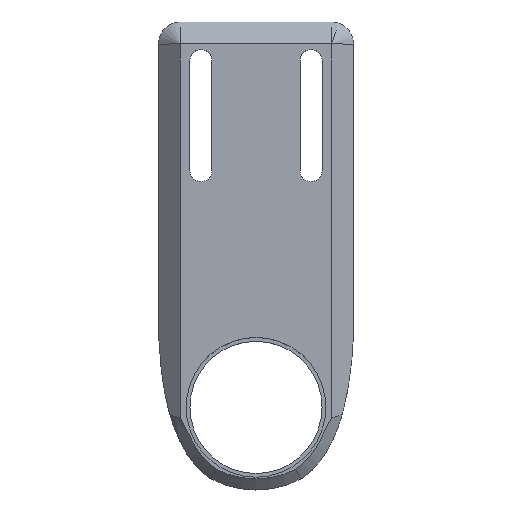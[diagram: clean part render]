
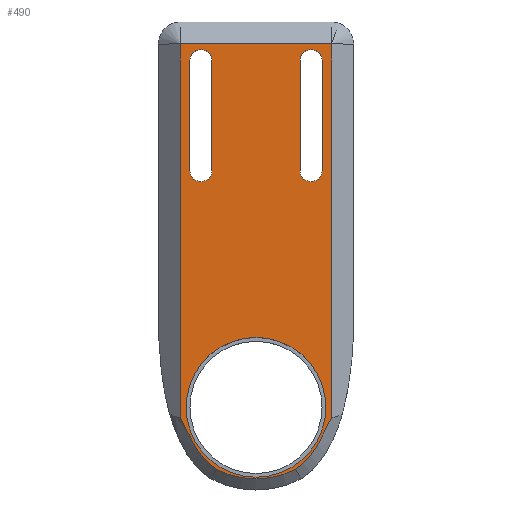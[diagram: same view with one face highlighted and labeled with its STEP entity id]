
A CAD part, top view. The second image highlights one B-rep face of the part: STEP entity #490.
In plain terms, the highlighted planar face has unit normal (0, 0, 1).
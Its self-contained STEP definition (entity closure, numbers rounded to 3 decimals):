
#15=FACE_BOUND('',#189,.T.);
#16=FACE_BOUND('',#190,.T.);
#17=FACE_BOUND('',#191,.T.);
#25=PLANE('',#534);
#50=LINE('',#947,#89);
#55=LINE('',#956,#94);
#57=LINE('',#960,#96);
#60=LINE('',#971,#99);
#61=LINE('',#975,#100);
#62=LINE('',#979,#101);
#63=LINE('',#983,#102);
#89=VECTOR('',#584,10.);
#94=VECTOR('',#591,10.);
#96=VECTOR('',#595,10.);
#99=VECTOR('',#608,10.);
#100=VECTOR('',#611,10.);
#101=VECTOR('',#614,10.);
#102=VECTOR('',#617,10.);
#126=CIRCLE('',#523,7.868);
#131=CIRCLE('',#535,1.);
#132=CIRCLE('',#536,1.);
#133=CIRCLE('',#537,1.);
#134=CIRCLE('',#538,1.);
#135=CIRCLE('',#539,6.35);
#159=FACE_OUTER_BOUND('',#188,.T.);
#188=EDGE_LOOP('',(#383,#384,#385,#386,#387,#388));
#189=EDGE_LOOP('',(#389,#390,#391,#392));
#190=EDGE_LOOP('',(#393,#394,#395,#396));
#191=EDGE_LOOP('',(#397));
#215=B_SPLINE_CURVE_WITH_KNOTS('',3,(#754,#755,#756,#757,#758,#759,#760),
 .UNSPECIFIED.,.F.,.F.,(4,3,4),(0.621,0.691,0.848),
 .UNSPECIFIED.);
#218=B_SPLINE_CURVE_WITH_KNOTS('',3,(#821,#822,#823,#824,#825,#826,#827),
 .UNSPECIFIED.,.F.,.F.,(4,3,4),(-0.848,-0.691,-0.621),
 .UNSPECIFIED.);
#225=VERTEX_POINT('',#733);
#226=VERTEX_POINT('',#753);
#227=VERTEX_POINT('',#775);
#229=VERTEX_POINT('',#820);
#237=VERTEX_POINT('',#946);
#240=VERTEX_POINT('',#954);
#243=VERTEX_POINT('',#969);
#244=VERTEX_POINT('',#970);
#245=VERTEX_POINT('',#972);
#246=VERTEX_POINT('',#974);
#247=VERTEX_POINT('',#977);
#248=VERTEX_POINT('',#978);
#249=VERTEX_POINT('',#980);
#250=VERTEX_POINT('',#982);
#251=VERTEX_POINT('',#985);
#269=EDGE_CURVE('',#225,#226,#215,.T.);
#271=EDGE_CURVE('',#226,#227,#126,.T.);
#274=EDGE_CURVE('',#227,#229,#218,.T.);
#286=EDGE_CURVE('',#229,#237,#50,.T.);
#291=EDGE_CURVE('',#240,#225,#55,.T.);
#293=EDGE_CURVE('',#237,#240,#57,.T.);
#298=EDGE_CURVE('',#243,#244,#60,.T.);
#299=EDGE_CURVE('',#244,#245,#131,.T.);
#300=EDGE_CURVE('',#245,#246,#61,.T.);
#301=EDGE_CURVE('',#246,#243,#132,.T.);
#302=EDGE_CURVE('',#247,#248,#62,.T.);
#303=EDGE_CURVE('',#248,#249,#133,.T.);
#304=EDGE_CURVE('',#249,#250,#63,.T.);
#305=EDGE_CURVE('',#250,#247,#134,.T.);
#306=EDGE_CURVE('',#251,#251,#135,.T.);
#383=ORIENTED_EDGE('',*,*,#269,.F.);
#384=ORIENTED_EDGE('',*,*,#291,.F.);
#385=ORIENTED_EDGE('',*,*,#293,.F.);
#386=ORIENTED_EDGE('',*,*,#286,.F.);
#387=ORIENTED_EDGE('',*,*,#274,.F.);
#388=ORIENTED_EDGE('',*,*,#271,.F.);
#389=ORIENTED_EDGE('',*,*,#298,.T.);
#390=ORIENTED_EDGE('',*,*,#299,.T.);
#391=ORIENTED_EDGE('',*,*,#300,.T.);
#392=ORIENTED_EDGE('',*,*,#301,.T.);
#393=ORIENTED_EDGE('',*,*,#302,.T.);
#394=ORIENTED_EDGE('',*,*,#303,.T.);
#395=ORIENTED_EDGE('',*,*,#304,.T.);
#396=ORIENTED_EDGE('',*,*,#305,.T.);
#397=ORIENTED_EDGE('',*,*,#306,.T.);
#490=ADVANCED_FACE('',(#159,#15,#16,#17),#25,.T.);
#523=AXIS2_PLACEMENT_3D('',#776,#570,#571);
#534=AXIS2_PLACEMENT_3D('',#968,#606,#607);
#535=AXIS2_PLACEMENT_3D('',#973,#609,#610);
#536=AXIS2_PLACEMENT_3D('',#976,#612,#613);
#537=AXIS2_PLACEMENT_3D('',#981,#615,#616);
#538=AXIS2_PLACEMENT_3D('',#984,#618,#619);
#539=AXIS2_PLACEMENT_3D('',#986,#620,#621);
#570=DIRECTION('center_axis',(0.,0.,-1.));
#571=DIRECTION('ref_axis',(-1.,0.,0.));
#584=DIRECTION('',(0.,1.,0.));
#591=DIRECTION('',(0.,-1.,0.));
#595=DIRECTION('',(1.,0.,0.));
#606=DIRECTION('center_axis',(0.,0.,1.));
#607=DIRECTION('ref_axis',(1.,0.,0.));
#608=DIRECTION('',(0.,1.,0.));
#609=DIRECTION('center_axis',(0.,0.,-1.));
#610=DIRECTION('ref_axis',(1.,0.,0.));
#611=DIRECTION('',(0.,-1.,0.));
#612=DIRECTION('center_axis',(0.,0.,-1.));
#613=DIRECTION('ref_axis',(-1.,0.,0.));
#614=DIRECTION('',(0.,1.,0.));
#615=DIRECTION('center_axis',(0.,0.,-1.));
#616=DIRECTION('ref_axis',(1.,0.,0.));
#617=DIRECTION('',(0.,-1.,0.));
#618=DIRECTION('center_axis',(0.,0.,-1.));
#619=DIRECTION('ref_axis',(-1.,0.,0.));
#620=DIRECTION('center_axis',(0.,0.,-1.));
#621=DIRECTION('ref_axis',(1.,0.,0.));
#733=CARTESIAN_POINT('',(6.868,-0.922,7.));
#753=CARTESIAN_POINT('',(3.592,-5.632,7.));
#754=CARTESIAN_POINT('Ctrl Pts',(6.868,-0.922,7.));
#755=CARTESIAN_POINT('Ctrl Pts',(6.569,-1.528,7.));
#756=CARTESIAN_POINT('Ctrl Pts',(6.27,-2.135,7.));
#757=CARTESIAN_POINT('Ctrl Pts',(5.971,-2.741,7.));
#758=CARTESIAN_POINT('Ctrl Pts',(5.351,-4.,7.));
#759=CARTESIAN_POINT('Ctrl Pts',(4.563,-4.992,7.));
#760=CARTESIAN_POINT('Ctrl Pts',(3.592,-5.632,7.));
#775=CARTESIAN_POINT('',(-3.592,-5.632,7.));
#776=CARTESIAN_POINT('Origin',(0.,1.368,7.));
#820=CARTESIAN_POINT('',(-6.868,-0.922,7.));
#821=CARTESIAN_POINT('Ctrl Pts',(-3.592,-5.632,7.));
#822=CARTESIAN_POINT('Ctrl Pts',(-4.563,-4.992,7.));
#823=CARTESIAN_POINT('Ctrl Pts',(-5.351,-4.,7.));
#824=CARTESIAN_POINT('Ctrl Pts',(-5.971,-2.741,7.));
#825=CARTESIAN_POINT('Ctrl Pts',(-6.27,-2.135,7.));
#826=CARTESIAN_POINT('Ctrl Pts',(-6.569,-1.528,7.));
#827=CARTESIAN_POINT('Ctrl Pts',(-6.868,-0.922,7.));
#946=CARTESIAN_POINT('',(-6.868,33.,7.));
#947=CARTESIAN_POINT('',(-6.868,23.375,7.));
#954=CARTESIAN_POINT('',(6.868,33.,7.));
#956=CARTESIAN_POINT('',(6.868,3.125,7.));
#960=CARTESIAN_POINT('',(3.434,33.,7.));
#968=CARTESIAN_POINT('Origin',(0.,13.75,7.));
#969=CARTESIAN_POINT('',(-6.,21.5,7.));
#970=CARTESIAN_POINT('',(-6.,31.5,7.));
#971=CARTESIAN_POINT('',(-6.,17.625,7.));
#972=CARTESIAN_POINT('',(-4.,31.5,7.));
#973=CARTESIAN_POINT('Origin',(-5.,31.5,7.));
#974=CARTESIAN_POINT('',(-4.,21.5,7.));
#975=CARTESIAN_POINT('',(-4.,22.625,7.));
#976=CARTESIAN_POINT('Origin',(-5.,21.5,7.));
#977=CARTESIAN_POINT('',(4.,21.5,7.));
#978=CARTESIAN_POINT('',(4.,31.5,7.));
#979=CARTESIAN_POINT('',(4.,17.625,7.));
#980=CARTESIAN_POINT('',(6.,31.5,7.));
#981=CARTESIAN_POINT('Origin',(5.,31.5,7.));
#982=CARTESIAN_POINT('',(6.,21.5,7.));
#983=CARTESIAN_POINT('',(6.,22.625,7.));
#984=CARTESIAN_POINT('Origin',(5.,21.5,7.));
#985=CARTESIAN_POINT('',(-6.35,0.,7.));
#986=CARTESIAN_POINT('Origin',(0.,0.,7.));
